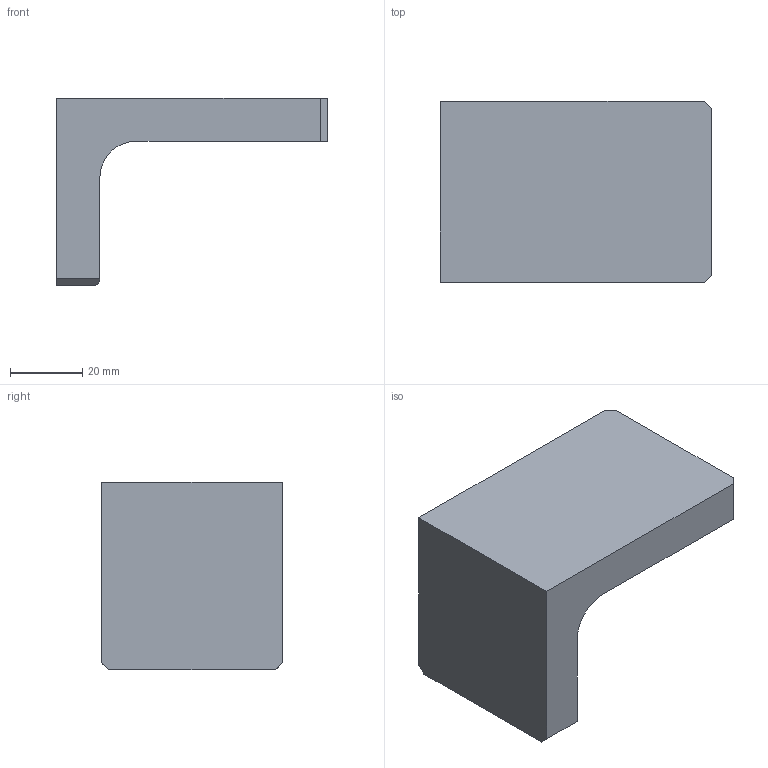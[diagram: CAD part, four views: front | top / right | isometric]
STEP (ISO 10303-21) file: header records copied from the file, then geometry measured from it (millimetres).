
FILE_DESCRIPTION(/* description */ ('Montageplatte'),/* implementation_level */ '2;1');
FILE_NAME(/* name */ '319-20-09-29-06 Montageplatte.stp',/* time_stamp */ '2021-03-10T12:46:59+01:00',/* author */ ('herr_rommel'),/* organization */ (''),/* preprocessor_version */ 'ST-DEVELOPER v17',/* originating_system */ 'Autodesk Inventor 2018',/* authorisation */ '');
FILE_SCHEMA (('AUTOMOTIVE_DESIGN { 1 0 10303 214 3 1 1 }'));
Length unit declared in the file: millimetre
Products named in the file (1): 319-20-09-29-06
Bounding box: 75 x 50 x 52 mm (x, y, z)
Volume: 69936.8 mm3; surface area: 15174.7 mm2
Topology: 1 solids, 1 shells, 14 faces, 34 edges, 22 vertices
Faces by surface type: plane 12, cylinder 2
Entity records: 445 total; most frequent: CARTESIAN_POINT 71, ORIENTED_EDGE 68, DIRECTION 68, EDGE_CURVE 34, LINE 30, VECTOR 30, VERTEX_POINT 22, AXIS2_PLACEMENT_3D 19
